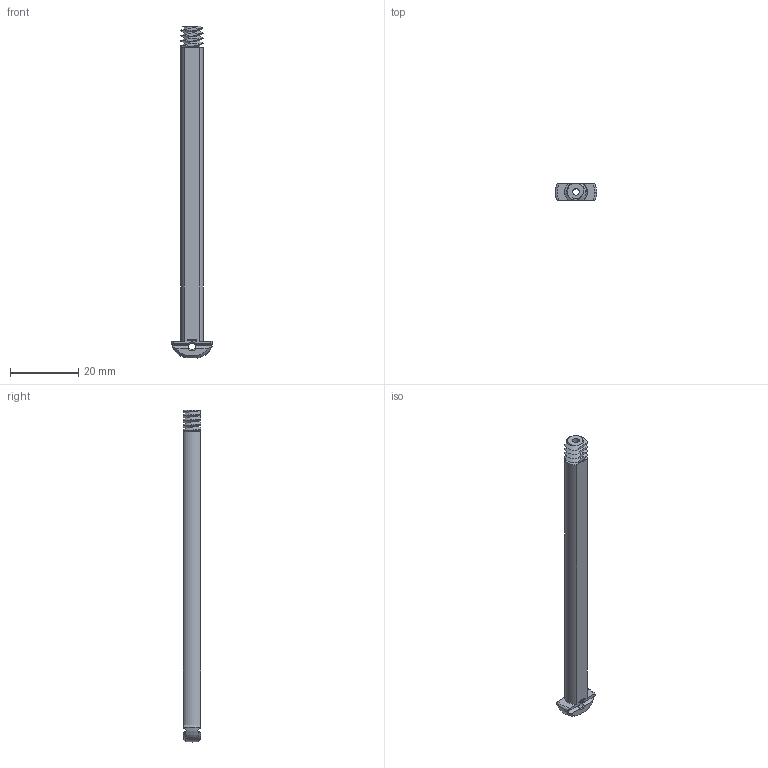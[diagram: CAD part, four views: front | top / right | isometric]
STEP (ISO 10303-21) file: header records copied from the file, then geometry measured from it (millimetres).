
FILE_DESCRIPTION(('FreeCAD Model'),'2;1');
FILE_NAME('Open CASCADE Shape Model','2023-11-07T13:13:35',(''),(''), 'Open CASCADE STEP processor 7.6','FreeCAD','Unknown');
FILE_SCHEMA(('AUTOMOTIVE_DESIGN { 1 0 10303 214 1 1 1 1 }'));
Products named in the file (1): Shoulder Screw RH RHD BU07.00 - SPN-SSC-0068 (stemfie.org)
Bounding box: 12.2 x 5 x 97.48 mm (x, y, z)
Volume: 2626.9 mm3; surface area: 2775.2 mm2
Topology: 1 solids, 1 shells, 597 faces, 1687 edges, 1121 vertices
Faces by surface type: plane 311, extrusion 252, bspline 14, cone 10, cylinder 6, torus 3, revolution 1
Full cylindrical faces by diameter (mm): 2 x2, 2.001 x1
Entity records: 48434 total; most frequent: CARTESIAN_POINT 16882, DIRECTION 4760, VECTOR 3966, LINE 3714, ORIENTED_EDGE 3374, PCURVE 3374, DEFINITIONAL_REPRESENTATION 3374, EDGE_CURVE 1687
